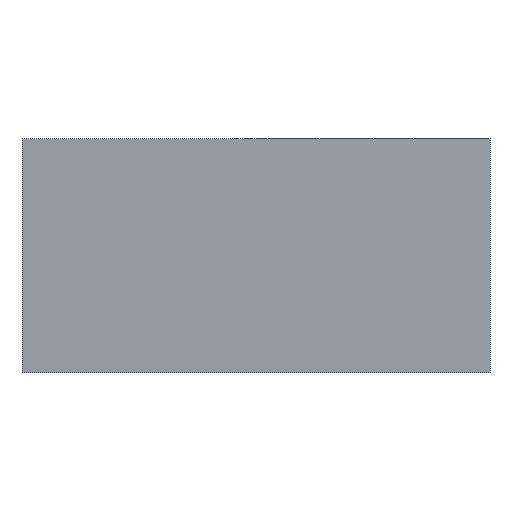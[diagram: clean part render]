
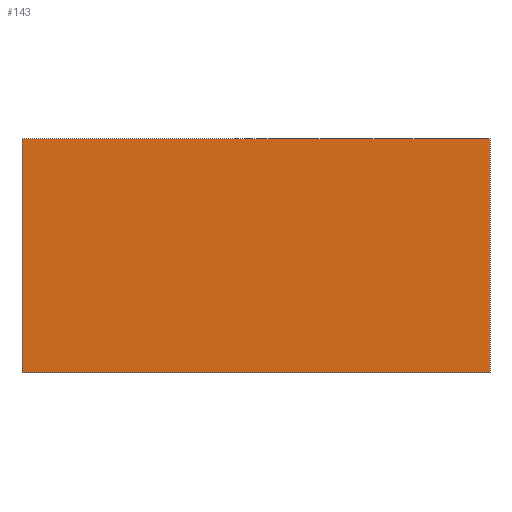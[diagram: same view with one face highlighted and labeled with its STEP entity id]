
A CAD part, front view. The second image highlights one B-rep face of the part: STEP entity #143.
In plain terms, the highlighted planar face has unit normal (0, -1, 0).
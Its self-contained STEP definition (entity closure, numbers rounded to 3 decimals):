
#20=FACE_OUTER_BOUND('',#28,.T.);
#28=EDGE_LOOP('',(#114,#115,#116,#117));
#33=LINE('',#223,#49);
#42=LINE('',#242,#58);
#43=LINE('',#245,#59);
#44=LINE('',#246,#60);
#49=VECTOR('',#184,1000.);
#58=VECTOR('',#201,1000.);
#59=VECTOR('',#204,1000.);
#60=VECTOR('',#205,1000.);
#68=VERTEX_POINT('',#220);
#69=VERTEX_POINT('',#222);
#75=VERTEX_POINT('',#240);
#76=VERTEX_POINT('',#244);
#80=EDGE_CURVE('',#69,#68,#33,.T.);
#90=EDGE_CURVE('',#75,#68,#42,.T.);
#91=EDGE_CURVE('',#76,#69,#43,.T.);
#92=EDGE_CURVE('',#75,#76,#44,.T.);
#114=ORIENTED_EDGE('',*,*,#91,.T.);
#115=ORIENTED_EDGE('',*,*,#80,.T.);
#116=ORIENTED_EDGE('',*,*,#90,.F.);
#117=ORIENTED_EDGE('',*,*,#92,.T.);
#135=PLANE('',#173);
#143=ADVANCED_FACE('',(#20),#135,.T.);
#173=AXIS2_PLACEMENT_3D('',#243,#202,#203);
#184=DIRECTION('',(1.,0.,0.));
#201=DIRECTION('',(0.,0.,-1.));
#202=DIRECTION('center_axis',(0.,-1.,0.));
#203=DIRECTION('ref_axis',(0.,0.,-1.));
#204=DIRECTION('',(0.,0.,-1.));
#205=DIRECTION('',(-1.,0.,0.));
#220=CARTESIAN_POINT('',(0.8,-0.4,0.));
#222=CARTESIAN_POINT('',(0.4,-0.4,0.));
#223=CARTESIAN_POINT('',(0.4,-0.4,0.));
#240=CARTESIAN_POINT('',(0.8,-0.4,0.2));
#242=CARTESIAN_POINT('',(0.8,-0.4,0.));
#243=CARTESIAN_POINT('Origin',(0.8,-0.4,0.));
#244=CARTESIAN_POINT('',(0.4,-0.4,0.2));
#245=CARTESIAN_POINT('',(0.4,-0.4,0.));
#246=CARTESIAN_POINT('',(0.8,-0.4,0.2));
